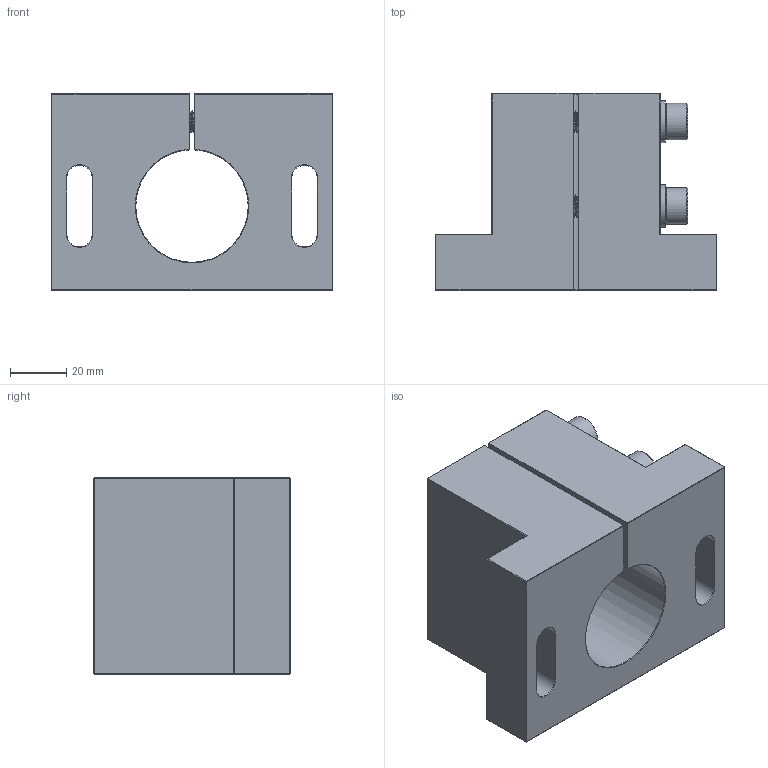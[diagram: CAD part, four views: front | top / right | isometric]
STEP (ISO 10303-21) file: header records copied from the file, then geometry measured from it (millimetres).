
FILE_DESCRIPTION(/* description */ (''),/* implementation_level */ '2;1');
FILE_NAME(/* name */ '70f7f88f-113d-4cf8-aa3e-1273435e9181.stp',/* time_stamp */ '2024-10-08T18:01:44Z',/* author */ (''),/* organization */ (''),/* preprocessor_version */ 'ST-DEVELOPER v20',/* originating_system */ 'Autodesk Translation Framework v13.20.0.188',/* authorisation */ '');
FILE_SCHEMA (('AUTOMOTIVE_DESIGN { 1 0 10303 214 3 1 1 }'));
Length unit declared in the file: millimetre
Products named in the file (4): SE 01.001; SE 01.001_body_part; Washer_8; Socket_head_screw_M8
Assembly tree (5 placements, depth 2):
  SE 01.001
    SE 01.001_body_part
    Washer_8  x2
    Socket_head_screw_M8  x2
Bounding box: 100 x 70 x 70 mm (x, y, z)
Volume: 251020.8 mm3; surface area: 52548.8 mm2
Topology: 5 solids, 5 shells, 468 faces, 1264 edges, 810 vertices
Faces by surface type: cylinder 325, plane 97, cone 34, bspline 12
Full cylindrical faces by diameter (mm): 6.701 x54, 7.035 x46, 8 x56, 8.147 x24, 8.4 x2, 13 x2, 15 x2
Entity records: 29256 total; most frequent: CARTESIAN_POINT 20592, ORIENTED_EDGE 2070, DIRECTION 1325, EDGE_CURVE 1035, VERTEX_POINT 663, B_SPLINE_CURVE_WITH_KNOTS 535, AXIS2_PLACEMENT_3D 450, LINE 425
